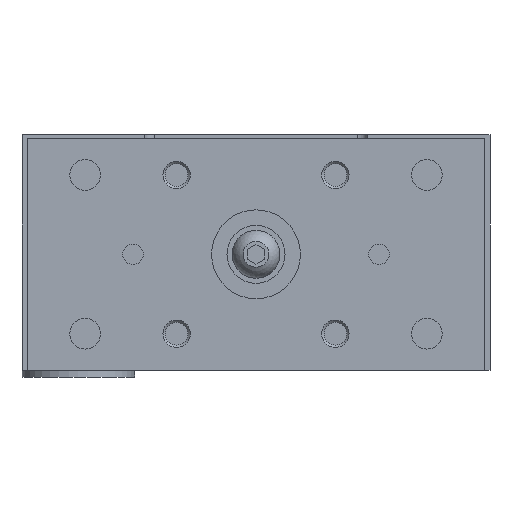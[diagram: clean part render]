
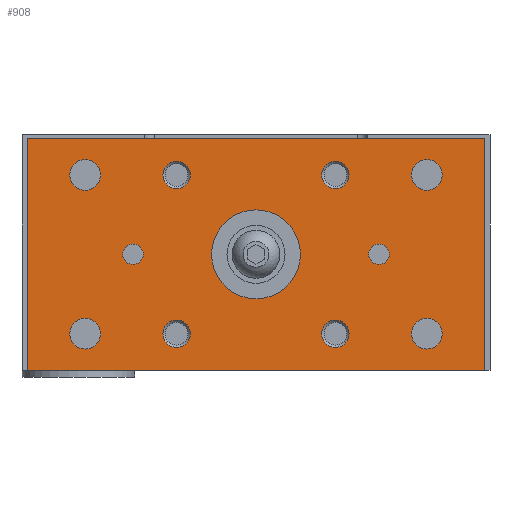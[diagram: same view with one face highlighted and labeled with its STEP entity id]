
A CAD part, left-side view. The second image highlights one B-rep face of the part: STEP entity #908.
In plain terms, the highlighted planar face has unit normal (-1, 0, 0).
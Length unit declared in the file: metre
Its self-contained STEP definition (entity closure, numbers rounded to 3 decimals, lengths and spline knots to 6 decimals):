
#908 = ADVANCED_FACE( '', ( #2114, #2115, #2116, #2117, #2118, #2119, #2120, #2121, #2122, #2123, #2124, #2125 ), #2126, .F. );
#2114 = FACE_BOUND( '', #3510, .T. );
#2115 = FACE_BOUND( '', #3511, .T. );
#2116 = FACE_BOUND( '', #3512, .T. );
#2117 = FACE_BOUND( '', #3513, .T. );
#2118 = FACE_BOUND( '', #3514, .T. );
#2119 = FACE_BOUND( '', #3515, .T. );
#2120 = FACE_BOUND( '', #3516, .T. );
#2121 = FACE_BOUND( '', #3517, .T. );
#2122 = FACE_BOUND( '', #3518, .T. );
#2123 = FACE_BOUND( '', #3519, .T. );
#2124 = FACE_BOUND( '', #3520, .T. );
#2125 = FACE_OUTER_BOUND( '', #3521, .T. );
#2126 = PLANE( '', #3522 );
#3510 = EDGE_LOOP( '', ( #5808 ) );
#3511 = EDGE_LOOP( '', ( #5809 ) );
#3512 = EDGE_LOOP( '', ( #5810 ) );
#3513 = EDGE_LOOP( '', ( #5811 ) );
#3514 = EDGE_LOOP( '', ( #5812 ) );
#3515 = EDGE_LOOP( '', ( #5813 ) );
#3516 = EDGE_LOOP( '', ( #5814 ) );
#3517 = EDGE_LOOP( '', ( #5815 ) );
#3518 = EDGE_LOOP( '', ( #5816 ) );
#3519 = EDGE_LOOP( '', ( #5817 ) );
#3520 = EDGE_LOOP( '', ( #5818 ) );
#3521 = EDGE_LOOP( '', ( #5819, #5820, #5821, #5822 ) );
#3522 = AXIS2_PLACEMENT_3D( '', #5823, #5824, #5825 );
#5808 = ORIENTED_EDGE( '', *, *, #7435, .T. );
#5809 = ORIENTED_EDGE( '', *, *, #6825, .T. );
#5810 = ORIENTED_EDGE( '', *, *, #6977, .F. );
#5811 = ORIENTED_EDGE( '', *, *, #7225, .F. );
#5812 = ORIENTED_EDGE( '', *, *, #7395, .T. );
#5813 = ORIENTED_EDGE( '', *, *, #7436, .F. );
#5814 = ORIENTED_EDGE( '', *, *, #7246, .T. );
#5815 = ORIENTED_EDGE( '', *, *, #7437, .T. );
#5816 = ORIENTED_EDGE( '', *, *, #6897, .F. );
#5817 = ORIENTED_EDGE( '', *, *, #7333, .F. );
#5818 = ORIENTED_EDGE( '', *, *, #6640, .T. );
#5819 = ORIENTED_EDGE( '', *, *, #7292, .T. );
#5820 = ORIENTED_EDGE( '', *, *, #6789, .T. );
#5821 = ORIENTED_EDGE( '', *, *, #6654, .T. );
#5822 = ORIENTED_EDGE( '', *, *, #6644, .T. );
#5823 = CARTESIAN_POINT( '', ( -0.027, -0.067, -0.069 ) );
#5824 = DIRECTION( '', ( 1., 0., 0. ) );
#5825 = DIRECTION( '', ( 0., 0., -1. ) );
#6640 = EDGE_CURVE( '', #7645, #7645, #7646, .T. );
#6644 = EDGE_CURVE( '', #7653, #7651, #7654, .T. );
#6654 = EDGE_CURVE( '', #7670, #7653, #7671, .T. );
#6789 = EDGE_CURVE( '', #7901, #7670, #7902, .T. );
#6825 = EDGE_CURVE( '', #7959, #7959, #7960, .T. );
#6897 = EDGE_CURVE( '', #8074, #8074, #8075, .T. );
#6977 = EDGE_CURVE( '', #8198, #8198, #8199, .T. );
#7225 = EDGE_CURVE( '', #8574, #8574, #8575, .T. );
#7246 = EDGE_CURVE( '', #8603, #8603, #8604, .T. );
#7292 = EDGE_CURVE( '', #7651, #7901, #8671, .T. );
#7333 = EDGE_CURVE( '', #8726, #8726, #8727, .T. );
#7395 = EDGE_CURVE( '', #8810, #8810, #8811, .T. );
#7435 = EDGE_CURVE( '', #8864, #8864, #8865, .T. );
#7436 = EDGE_CURVE( '', #8866, #8866, #8867, .T. );
#7437 = EDGE_CURVE( '', #8868, #8868, #8869, .T. );
#7645 = VERTEX_POINT( '', #9102 );
#7646 = CIRCLE( '', #9103, 0.0045 );
#7651 = VERTEX_POINT( '', #9109 );
#7653 = VERTEX_POINT( '', #9112 );
#7654 = LINE( '', #9113, #9114 );
#7670 = VERTEX_POINT( '', #9136 );
#7671 = LINE( '', #9137, #9138 );
#7901 = VERTEX_POINT( '', #9478 );
#7902 = LINE( '', #9479, #9480 );
#7959 = VERTEX_POINT( '', #9579 );
#7960 = CIRCLE( '', #9580, 0.004 );
#8074 = VERTEX_POINT( '', #9724 );
#8075 = CIRCLE( '', #9725, 0.0045 );
#8198 = VERTEX_POINT( '', #9882 );
#8199 = CIRCLE( '', #9883, 0.004 );
#8574 = VERTEX_POINT( '', #10694 );
#8575 = CIRCLE( '', #10695, 0.004 );
#8603 = VERTEX_POINT( '', #10730 );
#8604 = CIRCLE( '', #10731, 0.003 );
#8671 = LINE( '', #10823, #10824 );
#8726 = VERTEX_POINT( '', #10953 );
#8727 = CIRCLE( '', #10954, 0.0045 );
#8810 = VERTEX_POINT( '', #11052 );
#8811 = CIRCLE( '', #11053, 0.004 );
#8864 = VERTEX_POINT( '', #11113 );
#8865 = CIRCLE( '', #11114, 0.013 );
#8866 = VERTEX_POINT( '', #11115 );
#8867 = CIRCLE( '', #11116, 0.003 );
#8868 = VERTEX_POINT( '', #11117 );
#8869 = CIRCLE( '', #11118, 0.0045 );
#9102 = CARTESIAN_POINT( '', ( -0.027, 0.0545, -0.01175 ) );
#9103 = AXIS2_PLACEMENT_3D( '', #11396, #11397, #11398 );
#9109 = CARTESIAN_POINT( '', ( -0.027, -0.067, -0.069 ) );
#9112 = CARTESIAN_POINT( '', ( -0.027, 0.067, -0.069 ) );
#9113 = CARTESIAN_POINT( '', ( -0.027, 0.067, -0.069 ) );
#9114 = VECTOR( '', #11401, 1. );
#9136 = CARTESIAN_POINT( '', ( -0.027, 0.067, -0.001 ) );
#9137 = CARTESIAN_POINT( '', ( -0.027, 0.067, -0.001 ) );
#9138 = VECTOR( '', #11411, 1. );
#9478 = CARTESIAN_POINT( '', ( -0.027, -0.067, -0.001 ) );
#9479 = CARTESIAN_POINT( '', ( -0.027, -0.067, -0.001 ) );
#9480 = VECTOR( '', #11593, 1. );
#9579 = CARTESIAN_POINT( '', ( -0.027, -0.01925, -0.05825 ) );
#9580 = AXIS2_PLACEMENT_3D( '', #11642, #11643, #11644 );
#9724 = CARTESIAN_POINT( '', ( -0.027, 0.0545, -0.05825 ) );
#9725 = AXIS2_PLACEMENT_3D( '', #11738, #11739, #11740 );
#9882 = CARTESIAN_POINT( '', ( -0.027, 0.01925, -0.05825 ) );
#9883 = AXIS2_PLACEMENT_3D( '', #11845, #11846, #11847 );
#10694 = CARTESIAN_POINT( '', ( -0.027, -0.01925, -0.01175 ) );
#10695 = AXIS2_PLACEMENT_3D( '', #12157, #12158, #12159 );
#10730 = CARTESIAN_POINT( '', ( -0.027, 0.033, -0.035 ) );
#10731 = AXIS2_PLACEMENT_3D( '', #12185, #12186, #12187 );
#10823 = CARTESIAN_POINT( '', ( -0.027, -0.067, -0.069 ) );
#10824 = VECTOR( '', #12256, 1. );
#10953 = CARTESIAN_POINT( '', ( -0.027, -0.0545, -0.01175 ) );
#10954 = AXIS2_PLACEMENT_3D( '', #12295, #12296, #12297 );
#11052 = CARTESIAN_POINT( '', ( -0.027, 0.01925, -0.01175 ) );
#11053 = AXIS2_PLACEMENT_3D( '', #12364, #12365, #12366 );
#11113 = CARTESIAN_POINT( '', ( -0.027, -0.013, -0.035 ) );
#11114 = AXIS2_PLACEMENT_3D( '', #12410, #12411, #12412 );
#11115 = CARTESIAN_POINT( '', ( -0.027, -0.033, -0.035 ) );
#11116 = AXIS2_PLACEMENT_3D( '', #12413, #12414, #12415 );
#11117 = CARTESIAN_POINT( '', ( -0.027, -0.0545, -0.05825 ) );
#11118 = AXIS2_PLACEMENT_3D( '', #12416, #12417, #12418 );
#11396 = CARTESIAN_POINT( '', ( -0.027, 0.05, -0.01175 ) );
#11397 = DIRECTION( '', ( 1., 0., 0. ) );
#11398 = DIRECTION( '', ( 0., 1., 0. ) );
#11401 = DIRECTION( '', ( 0., -1., 0. ) );
#11411 = DIRECTION( '', ( 0., 0., -1. ) );
#11593 = DIRECTION( '', ( 0., 1., 0. ) );
#11642 = CARTESIAN_POINT( '', ( -0.027, -0.02325, -0.05825 ) );
#11643 = DIRECTION( '', ( 1., 0., 0. ) );
#11644 = DIRECTION( '', ( 0., 1., 0. ) );
#11738 = CARTESIAN_POINT( '', ( -0.027, 0.05, -0.05825 ) );
#11739 = DIRECTION( '', ( -1., 0., 0. ) );
#11740 = DIRECTION( '', ( 0., 1., 0. ) );
#11845 = CARTESIAN_POINT( '', ( -0.027, 0.02325, -0.05825 ) );
#11846 = DIRECTION( '', ( -1., 0., 0. ) );
#11847 = DIRECTION( '', ( 0., -1., 0. ) );
#12157 = CARTESIAN_POINT( '', ( -0.027, -0.02325, -0.01175 ) );
#12158 = DIRECTION( '', ( -1., 0., 0. ) );
#12159 = DIRECTION( '', ( 0., 1., 0. ) );
#12185 = CARTESIAN_POINT( '', ( -0.027, 0.036, -0.035 ) );
#12186 = DIRECTION( '', ( 1., 0., 0. ) );
#12187 = DIRECTION( '', ( 0., -1., 0. ) );
#12256 = DIRECTION( '', ( 0., 0., 1. ) );
#12295 = CARTESIAN_POINT( '', ( -0.027, -0.05, -0.01175 ) );
#12296 = DIRECTION( '', ( -1., 0., 0. ) );
#12297 = DIRECTION( '', ( 0., -1., 0. ) );
#12364 = CARTESIAN_POINT( '', ( -0.027, 0.02325, -0.01175 ) );
#12365 = DIRECTION( '', ( 1., 0., 0. ) );
#12366 = DIRECTION( '', ( 0., -1., 0. ) );
#12410 = CARTESIAN_POINT( '', ( -0.027, 0., -0.035 ) );
#12411 = DIRECTION( '', ( 1., 0., 0. ) );
#12412 = DIRECTION( '', ( 0., -1., 0. ) );
#12413 = CARTESIAN_POINT( '', ( -0.027, -0.036, -0.035 ) );
#12414 = DIRECTION( '', ( -1., 0., 0. ) );
#12415 = DIRECTION( '', ( 0., 1., 0. ) );
#12416 = CARTESIAN_POINT( '', ( -0.027, -0.05, -0.05825 ) );
#12417 = DIRECTION( '', ( 1., 0., 0. ) );
#12418 = DIRECTION( '', ( 0., -1., 0. ) );
